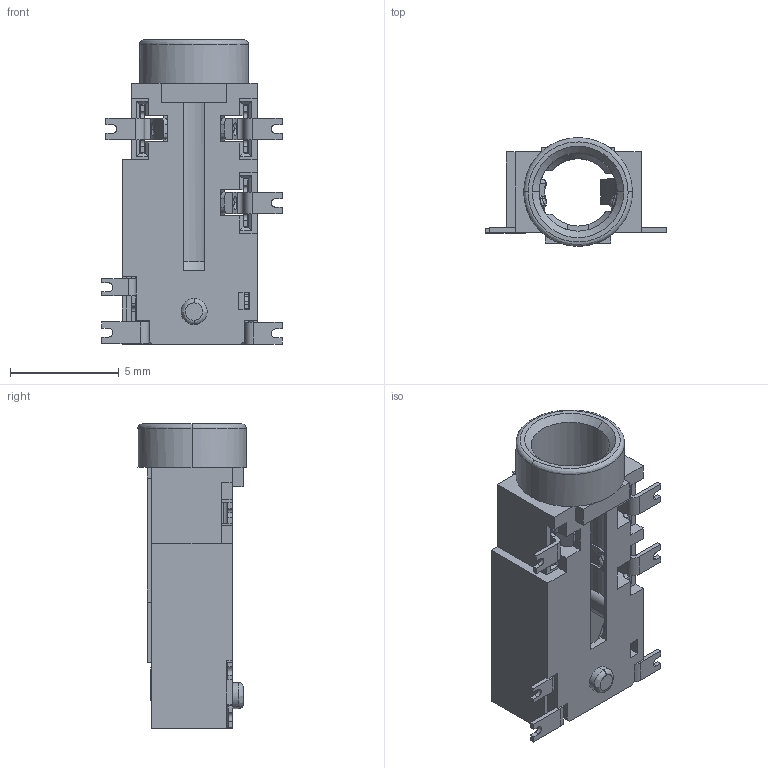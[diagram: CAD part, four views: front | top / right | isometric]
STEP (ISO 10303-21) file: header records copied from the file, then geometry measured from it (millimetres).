
FILE_DESCRIPTION (( 'STEP AP203' ), '1' );
FILE_NAME ('54-00178_revA.STEP', '2020-03-17T16:40:41', ( '' ), ( '' ), 'SwSTEP 2.0', 'SolidWorks 2015', '' );
FILE_SCHEMA (( 'CONFIG_CONTROL_DESIGN' ));
Length unit declared in the file: millimetre
Products named in the file (8): 54-00178_#1; 54-00178_#6; 54-00178_#5_1; 54-00178_insulator; 54-00178_#4; 54-00178_#5; 54-00178_#5_2; 54-00178_revA
Assembly tree (9 placements, depth 3):
  54-00178_revA
    54-00178_insulator
    54-00178_#1  x3
    54-00178_#5
      54-00178_#5_1
      54-00178_#5_2
    54-00178_#4
    54-00178_#6
Bounding box: 8.3 x 5 x 14 mm (x, y, z)
Volume: 149.9 mm3; surface area: 793.3 mm2
Topology: 8 solids, 8 shells, 694 faces, 1901 edges, 1216 vertices
Faces by surface type: plane 412, cylinder 193, bspline 80, cone 9
Entity records: 19653 total; most frequent: CARTESIAN_POINT 4787, ORIENTED_EDGE 3034, DIRECTION 2790, EDGE_CURVE 1517, VECTOR 1068, LINE 1068, VERTEX_POINT 966, AXIS2_PLACEMENT_3D 861
